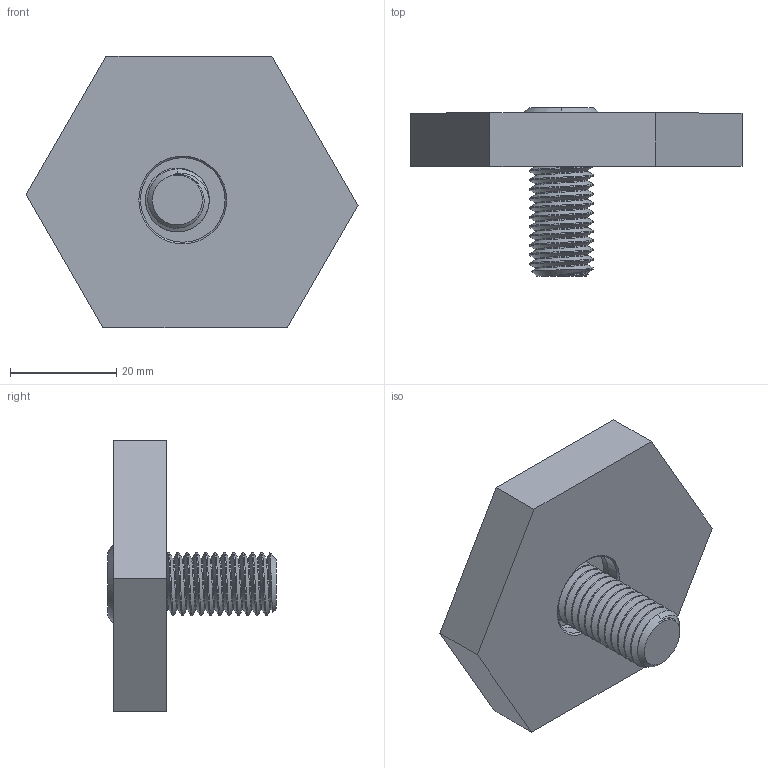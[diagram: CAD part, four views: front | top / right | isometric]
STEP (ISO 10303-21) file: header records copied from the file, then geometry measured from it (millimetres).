
FILE_DESCRIPTION (( 'STEP AP214' ), '1' );
FILE_NAME ('95130.STEP', '2023-07-05T20:01:46', ( '' ), ( '' ), 'SwSTEP 2.0', 'SolidWorks 2021', '' );
FILE_SCHEMA (( 'AUTOMOTIVE_DESIGN' ));
Length unit declared in the file: inch
Products named in the file (3): 95130; 901301_default; 50371_50371
Assembly tree (2 placements, depth 2):
  95130
    901301_default
    50371_50371
Bounding box: 62.35 x 31.6 x 51 mm (x, y, z)
Volume: 25457.1 mm3; surface area: 9103.7 mm2
Topology: 2 solids, 2 shells, 232 faces, 610 edges, 401 vertices
Faces by surface type: plane 105, cylinder 64, bspline 47, cone 14, sphere 2
Entity records: 11613 total; most frequent: CARTESIAN_POINT 6427, ORIENTED_EDGE 1220, DIRECTION 799, EDGE_CURVE 610, VERTEX_POINT 401, VECTOR 355, LINE 355, EDGE_LOOP 253
